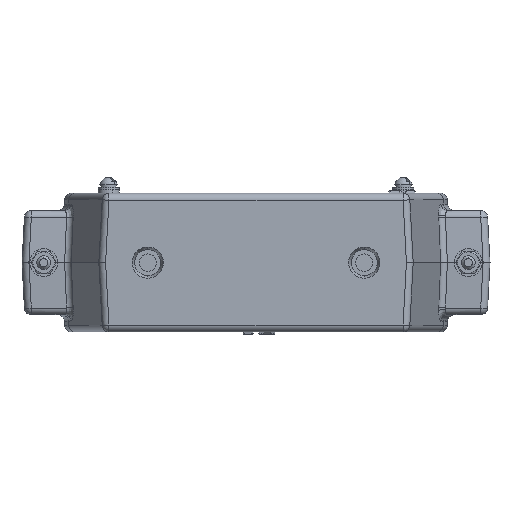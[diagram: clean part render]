
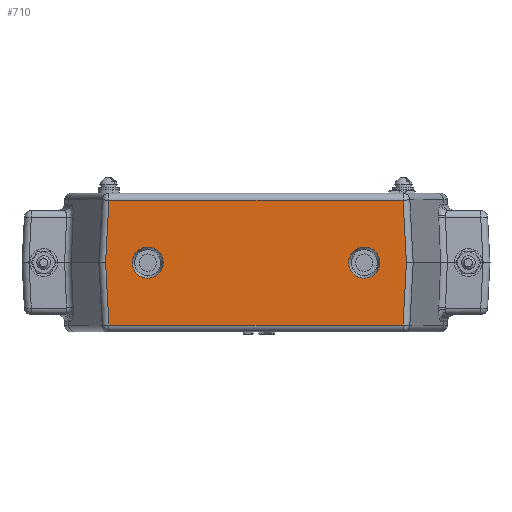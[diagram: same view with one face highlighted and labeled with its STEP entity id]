
A CAD part, front view. The second image highlights one B-rep face of the part: STEP entity #710.
In plain terms, the highlighted planar face has unit normal (0, -1, 0).
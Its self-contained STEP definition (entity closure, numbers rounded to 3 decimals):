
#710 = ADVANCED_FACE ( 'NONE', ( #11283, #11288, #11290 ), #18518, .F. ) ;
#1962 = CARTESIAN_POINT ( 'NONE',  ( 86.775, -115., 25. ) ) ;
#1965 = CARTESIAN_POINT ( 'NONE',  ( 84.844, -115., 61. ) ) ;
#1967 = CARTESIAN_POINT ( 'NONE',  ( 84.844, -115., -11. ) ) ;
#1968 = CARTESIAN_POINT ( 'NONE',  ( -84.844, -115., 61. ) ) ;
#1969 = CARTESIAN_POINT ( 'NONE',  ( -86.775, -115., 25. ) ) ;
#1970 = CARTESIAN_POINT ( 'NONE',  ( -84.844, -115., -11. ) ) ;
#2079 = EDGE_CURVE ( 'NONE', #12044, #12045, #5539, .T. ) ;
#2098 = EDGE_CURVE ( 'NONE', #12036, #12037, #5562, .T. ) ;
#2212 = EDGE_CURVE ( 'NONE', #18764, #18761, #5701, .T. ) ;
#2213 = EDGE_CURVE ( 'NONE', #18763, #18760, #5703, .T. ) ;
#2214 = EDGE_CURVE ( 'NONE', #18761, #18760, #5688, .T. ) ;
#2215 = EDGE_CURVE ( 'NONE', #18766, #18763, #5690, .T. ) ;
#2216 = EDGE_CURVE ( 'NONE', #12037, #12036, #5710, .T. ) ;
#2217 = EDGE_CURVE ( 'NONE', #12045, #12044, #5712, .T. ) ;
#2218 = EDGE_CURVE ( 'NONE', #18765, #18764, #5707, .T. ) ;
#2219 = EDGE_CURVE ( 'NONE', #18765, #18766, #5711, .T. ) ;
#5539 = CIRCLE ( 'NONE', #14388, 9. ) ;
#5562 = CIRCLE ( 'NONE', #14399, 9. ) ;
#5688 = LINE ( 'NONE', #6272, #5705 ) ;
#5690 = LINE ( 'NONE', #6284, #5706 ) ;
#5701 = LINE ( 'NONE', #6280, #5702 ) ;
#5702 = VECTOR ( 'NONE', #6281, 1000. ) ;
#5703 = LINE ( 'NONE', #6282, #5704 ) ;
#5704 = VECTOR ( 'NONE', #6283, 1000. ) ;
#5705 = VECTOR ( 'NONE', #6286, 1000. ) ;
#5706 = VECTOR ( 'NONE', #6288, 1000. ) ;
#5707 = LINE ( 'NONE', #6295, #5709 ) ;
#5709 = VECTOR ( 'NONE', #6296, 1000. ) ;
#5710 = CIRCLE ( 'NONE', #14427, 9. ) ;
#5711 = LINE ( 'NONE', #6289, #5713 ) ;
#5712 = CIRCLE ( 'NONE', #14430, 9. ) ;
#5713 = VECTOR ( 'NONE', #6298, 1000. ) ;
#6272 = CARTESIAN_POINT ( 'NONE',  ( 84.128, -115., 74.342 ) ) ;
#6280 = CARTESIAN_POINT ( 'NONE',  ( 87.854, -115., 61. ) ) ;
#6281 = DIRECTION ( 'NONE',  ( 1., 0., 0. ) ) ;
#6282 = CARTESIAN_POINT ( 'NONE',  ( 84.128, -115., -24.342 ) ) ;
#6283 = DIRECTION ( 'NONE',  ( 0.054, 0., 0.999 ) ) ;
#6284 = CARTESIAN_POINT ( 'NONE',  ( 87.854, -115., -11. ) ) ;
#6285 = CARTESIAN_POINT ( 'NONE',  ( 62.5, -115., 25. ) ) ;
#6286 = DIRECTION ( 'NONE',  ( 0.054, 0., -0.999 ) ) ;
#6287 = CARTESIAN_POINT ( 'NONE',  ( -62.5, -115., 25. ) ) ;
#6288 = DIRECTION ( 'NONE',  ( 1., 0., 0. ) ) ;
#6289 = CARTESIAN_POINT ( 'NONE',  ( -84.644, -115., -14.713 ) ) ;
#6290 = DIRECTION ( 'NONE',  ( 0., -1., 0. ) ) ;
#6291 = DIRECTION ( 'NONE',  ( 0., 0., 1. ) ) ;
#6292 = DIRECTION ( 'NONE',  ( 0., -1., 0. ) ) ;
#6293 = DIRECTION ( 'NONE',  ( 0., 0., 1. ) ) ;
#6295 = CARTESIAN_POINT ( 'NONE',  ( -84.644, -115., 64.713 ) ) ;
#6296 = DIRECTION ( 'NONE',  ( 0.054, 0., 0.999 ) ) ;
#6298 = DIRECTION ( 'NONE',  ( 0.054, 0., -0.999 ) ) ;
#11283 = FACE_BOUND ( 'NONE', #13210, .T. ) ;
#11288 = FACE_BOUND ( 'NONE', #13215, .T. ) ;
#11290 = FACE_OUTER_BOUND ( 'NONE', #13216, .T. ) ;
#12036 = VERTEX_POINT ( 'NONE', #20186 ) ;
#12037 = VERTEX_POINT ( 'NONE', #20187 ) ;
#12044 = VERTEX_POINT ( 'NONE', #20194 ) ;
#12045 = VERTEX_POINT ( 'NONE', #20195 ) ;
#13210 = EDGE_LOOP ( 'NONE', ( #14004, #14005 ) ) ;
#13215 = EDGE_LOOP ( 'NONE', ( #14006, #14007 ) ) ;
#13216 = EDGE_LOOP ( 'NONE', ( #14008, #14009, #14010, #14011, #14012, #14013 ) ) ;
#14004 = ORIENTED_EDGE ( 'NONE', *, *, #2216, .F. ) ;
#14005 = ORIENTED_EDGE ( 'NONE', *, *, #2098, .F. ) ;
#14006 = ORIENTED_EDGE ( 'NONE', *, *, #2217, .F. ) ;
#14007 = ORIENTED_EDGE ( 'NONE', *, *, #2079, .F. ) ;
#14008 = ORIENTED_EDGE ( 'NONE', *, *, #2215, .T. ) ;
#14009 = ORIENTED_EDGE ( 'NONE', *, *, #2213, .T. ) ;
#14010 = ORIENTED_EDGE ( 'NONE', *, *, #2214, .F. ) ;
#14011 = ORIENTED_EDGE ( 'NONE', *, *, #2212, .F. ) ;
#14012 = ORIENTED_EDGE ( 'NONE', *, *, #2218, .F. ) ;
#14013 = ORIENTED_EDGE ( 'NONE', *, *, #2219, .T. ) ;
#14231 = AXIS2_PLACEMENT_3D ( 'NONE', #18513, #18519, #18520 ) ;
#14388 = AXIS2_PLACEMENT_3D ( 'NONE', #16895, #16899, #16901 ) ;
#14399 = AXIS2_PLACEMENT_3D ( 'NONE', #17008, #17012, #17014 ) ;
#14427 = AXIS2_PLACEMENT_3D ( 'NONE', #6287, #6290, #6291 ) ;
#14430 = AXIS2_PLACEMENT_3D ( 'NONE', #6285, #6292, #6293 ) ;
#16895 = CARTESIAN_POINT ( 'NONE',  ( 62.5, -115., 25. ) ) ;
#16899 = DIRECTION ( 'NONE',  ( 0., -1., 0. ) ) ;
#16901 = DIRECTION ( 'NONE',  ( 0., 0., 1. ) ) ;
#17008 = CARTESIAN_POINT ( 'NONE',  ( -62.5, -115., 25. ) ) ;
#17012 = DIRECTION ( 'NONE',  ( 0., -1., 0. ) ) ;
#17014 = DIRECTION ( 'NONE',  ( 0., 0., 1. ) ) ;
#18513 = CARTESIAN_POINT ( 'NONE',  ( -90., -115., -15. ) ) ;
#18518 = PLANE ( 'NONE',  #14231 ) ;
#18519 = DIRECTION ( 'NONE',  ( 0., 1., 0. ) ) ;
#18520 = DIRECTION ( 'NONE',  ( 0., 0., -1. ) ) ;
#18760 = VERTEX_POINT ( 'NONE', #1962 ) ;
#18761 = VERTEX_POINT ( 'NONE', #1965 ) ;
#18763 = VERTEX_POINT ( 'NONE', #1967 ) ;
#18764 = VERTEX_POINT ( 'NONE', #1968 ) ;
#18765 = VERTEX_POINT ( 'NONE', #1969 ) ;
#18766 = VERTEX_POINT ( 'NONE', #1970 ) ;
#20186 = CARTESIAN_POINT ( 'NONE',  ( -62.5, -115., 16. ) ) ;
#20187 = CARTESIAN_POINT ( 'NONE',  ( -62.5, -115., 34. ) ) ;
#20194 = CARTESIAN_POINT ( 'NONE',  ( 62.5, -115., 16. ) ) ;
#20195 = CARTESIAN_POINT ( 'NONE',  ( 62.5, -115., 34. ) ) ;
